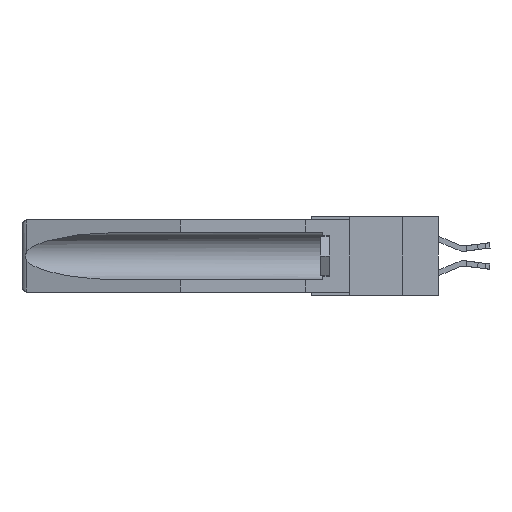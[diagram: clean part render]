
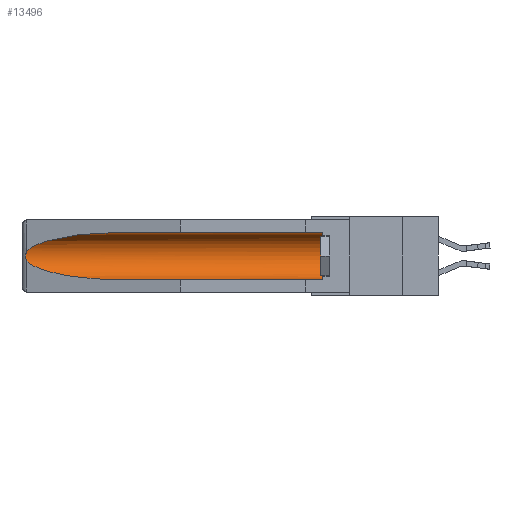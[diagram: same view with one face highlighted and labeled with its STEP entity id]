
A CAD part, left-side view. The second image highlights one B-rep face of the part: STEP entity #13496.
In plain terms, the highlighted cylindrical face has radius 2.857 mm (diameter 5.715 mm), a partial arc.
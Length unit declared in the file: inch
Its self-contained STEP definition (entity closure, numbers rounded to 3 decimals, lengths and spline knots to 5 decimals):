
#364 = CARTESIAN_POINT ( 'NONE',  ( 0.26537, 1.52718, -0.14972 ) ) ;
#466 = ORIENTED_EDGE ( 'NONE', *, *, #17107, .T. ) ;
#1286 = CARTESIAN_POINT ( 'NONE',  ( 0.26655, 1.53094, -0.18657 ) ) ;
#1678 = CARTESIAN_POINT ( 'NONE',  ( 0.155, -0.30754, -0.1715 ) ) ;
#2249 = ORIENTED_EDGE ( 'NONE', *, *, #21495, .T. ) ;
#2375 = CARTESIAN_POINT ( 'NONE',  ( 0.26597, 1.52961, -0.15275 ) ) ;
#2428 = DIRECTION ( 'NONE',  ( 0., 1., 0. ) ) ;
#2744 = DIRECTION ( 'NONE',  ( 0., 0., 1. ) ) ;
#2800 = DIRECTION ( 'NONE',  ( 0., 1., 0. ) ) ;
#2858 = CARTESIAN_POINT ( 'NONE',  ( 0.2675, 1.53308, -0.17534 ) ) ;
#3101 = CARTESIAN_POINT ( 'NONE',  ( 0.21114, 1.30732, -0.284 ) ) ;
#3979 = LINE ( 'NONE', #13948, #9564 ) ;
#4133 = VERTEX_POINT ( 'NONE', #13232 ) ;
#4869 = CARTESIAN_POINT ( 'NONE',  ( 0.2673, 1.53269, -0.17917 ) ) ;
#5100 = CARTESIAN_POINT ( 'NONE',  ( 0.155, 1.07973, -0.059 ) ) ;
#5282 = CARTESIAN_POINT ( 'NONE',  ( 0.26537, 1.52718, -0.19328 ) ) ;
#5991 = VERTEX_POINT ( 'NONE', #17975 ) ;
#6672 = EDGE_CURVE ( 'NONE', #8600, #5991, #10028, .T. ) ;
#7347 = DIRECTION ( 'NONE',  ( 0., 0., 1. ) ) ;
#8315 = CARTESIAN_POINT ( 'NONE',  ( 0.155, 0.126, -0.284 ) ) ;
#8600 = VERTEX_POINT ( 'NONE', #8315 ) ;
#8739 = CARTESIAN_POINT ( 'NONE',  ( 0.21114, 1.30732, -0.059 ) ) ;
#8812 = CARTESIAN_POINT ( 'NONE',  ( 0.26537, 1.52718, -0.14972 ) ) ;
#9564 = VECTOR ( 'NONE', #2800, 39.37008 ) ;
#9658 = ORIENTED_EDGE ( 'NONE', *, *, #21941, .T. ) ;
#9894 = ORIENTED_EDGE ( 'NONE', *, *, #13042, .F. ) ;
#10028 = CIRCLE ( 'NONE', #24276, 0.1125 ) ;
#10630 = CARTESIAN_POINT ( 'NONE',  ( 0.155, 1.07973, -0.284 ) ) ;
#11765 = CARTESIAN_POINT ( 'NONE',  ( 0.155, -0.30754, -0.059 ) ) ;
#12155 =( BOUNDED_CURVE ( )  B_SPLINE_CURVE ( 3, ( #5100, #8739, #22199, #8812 ),
 .UNSPECIFIED., .F., .F. ) 
 B_SPLINE_CURVE_WITH_KNOTS ( ( 4, 4 ),
 ( 4.71239, 6.08839 ),
 .UNSPECIFIED. ) 
 CURVE ( )  GEOMETRIC_REPRESENTATION_ITEM ( )  RATIONAL_B_SPLINE_CURVE ( ( 1., 0.848, 0.848, 1. ) ) 
 REPRESENTATION_ITEM ( '' )  );
#12923 = DIRECTION ( 'NONE',  ( 0., 1., 0. ) ) ;
#13042 = EDGE_CURVE ( 'NONE', #8600, #20789, #3979, .T. ) ;
#13232 = CARTESIAN_POINT ( 'NONE',  ( 0.155, 1.07973, -0.059 ) ) ;
#13447 = CARTESIAN_POINT ( 'NONE',  ( 0.26654, 1.53092, -0.15636 ) ) ;
#13496 = ADVANCED_FACE ( 'NONE', ( #16876 ), #18377, .F. ) ;
#13659 = B_SPLINE_CURVE_WITH_KNOTS ( 'NONE', 3,
 ( #364, #2375, #13447, #19797, #21698, #2858, #4869, #1286, #18326, #24048 ),
 .UNSPECIFIED., .F., .F.,
 ( 4, 2, 2, 2, 4 ),
 ( 0., 0.00029, 0.00058, 0.00087, 0.00117 ),
 .UNSPECIFIED. ) ;
#13948 = CARTESIAN_POINT ( 'NONE',  ( 0.155, -0.30754, -0.284 ) ) ;
#13984 = DIRECTION ( 'NONE',  ( 0., -1., 0. ) ) ;
#15712 = CARTESIAN_POINT ( 'NONE',  ( 0.26537, 1.52718, -0.19328 ) ) ;
#16093 = CARTESIAN_POINT ( 'NONE',  ( 0.155, 1.07973, -0.284 ) ) ;
#16664 = ORIENTED_EDGE ( 'NONE', *, *, #6672, .T. ) ;
#16876 = FACE_OUTER_BOUND ( 'NONE', #20854, .T. ) ;
#17107 = EDGE_CURVE ( 'NONE', #19113, #24201, #13659, .T. ) ;
#17657 =( BOUNDED_CURVE ( )  B_SPLINE_CURVE ( 3, ( #5282, #24258, #3101, #10630 ),
 .UNSPECIFIED., .F., .F. ) 
 B_SPLINE_CURVE_WITH_KNOTS ( ( 4, 4 ),
 ( 0.1948, 1.5708 ),
 .UNSPECIFIED. ) 
 CURVE ( )  GEOMETRIC_REPRESENTATION_ITEM ( )  RATIONAL_B_SPLINE_CURVE ( ( 1., 0.848, 0.848, 1. ) ) 
 REPRESENTATION_ITEM ( '' )  );
#17975 = CARTESIAN_POINT ( 'NONE',  ( 0.155, 0.126, -0.059 ) ) ;
#18326 = CARTESIAN_POINT ( 'NONE',  ( 0.26597, 1.5296, -0.19026 ) ) ;
#18377 = CYLINDRICAL_SURFACE ( 'NONE', #22791, 0.1125 ) ;
#18734 = EDGE_CURVE ( 'NONE', #24201, #20789, #17657, .T. ) ;
#19113 = VERTEX_POINT ( 'NONE', #24067 ) ;
#19536 = CARTESIAN_POINT ( 'NONE',  ( 0.155, 0.126, -0.1715 ) ) ;
#19797 = CARTESIAN_POINT ( 'NONE',  ( 0.2673, 1.5327, -0.16383 ) ) ;
#20789 = VERTEX_POINT ( 'NONE', #16093 ) ;
#20854 = EDGE_LOOP ( 'NONE', ( #2249, #466, #23621, #9894, #16664, #9658 ) ) ;
#21495 = EDGE_CURVE ( 'NONE', #4133, #19113, #12155, .T. ) ;
#21698 = CARTESIAN_POINT ( 'NONE',  ( 0.2675, 1.53308, -0.16763 ) ) ;
#21941 = EDGE_CURVE ( 'NONE', #5991, #4133, #21998, .T. ) ;
#21998 = LINE ( 'NONE', #11765, #24353 ) ;
#22199 = CARTESIAN_POINT ( 'NONE',  ( 0.25451, 1.48313, -0.09465 ) ) ;
#22791 = AXIS2_PLACEMENT_3D ( 'NONE', #1678, #12923, #7347 ) ;
#23621 = ORIENTED_EDGE ( 'NONE', *, *, #18734, .T. ) ;
#24048 = CARTESIAN_POINT ( 'NONE',  ( 0.26537, 1.52718, -0.19328 ) ) ;
#24067 = CARTESIAN_POINT ( 'NONE',  ( 0.26537, 1.52718, -0.14972 ) ) ;
#24201 = VERTEX_POINT ( 'NONE', #15712 ) ;
#24258 = CARTESIAN_POINT ( 'NONE',  ( 0.25451, 1.48313, -0.24835 ) ) ;
#24276 = AXIS2_PLACEMENT_3D ( 'NONE', #19536, #13984, #2744 ) ;
#24353 = VECTOR ( 'NONE', #2428, 39.37008 ) ;
